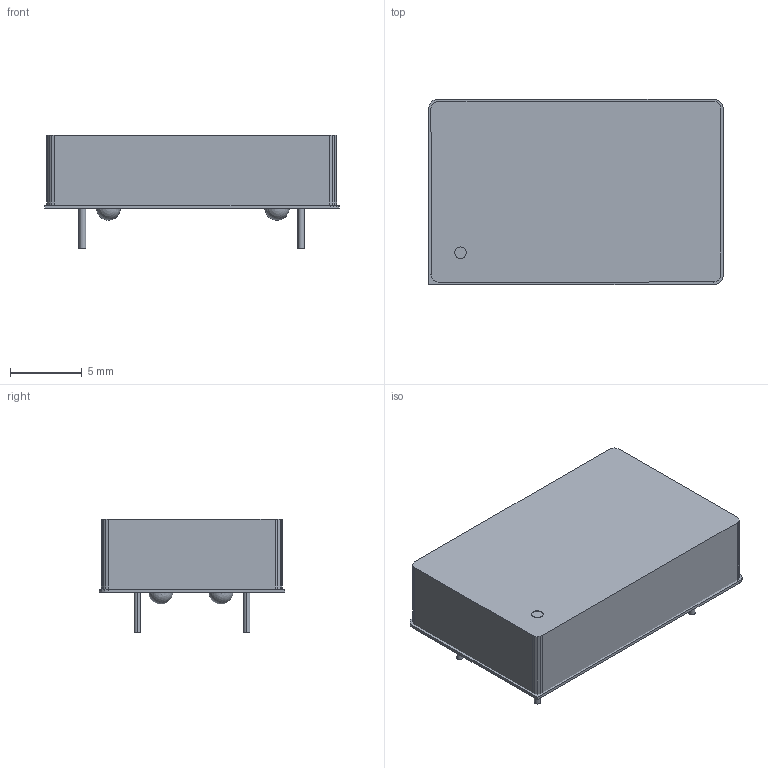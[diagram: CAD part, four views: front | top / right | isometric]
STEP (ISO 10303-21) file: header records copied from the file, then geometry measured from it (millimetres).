
FILE_DESCRIPTION (( 'STEP AP214' ), '1' );
FILE_NAME ('SW3dPS-JCO14.STEP', '2009-05-12T11:37:38', ( 'sysAdmin' ), ( 'SolidWorks' ), 'SwSTEP 2.0', 'SolidWorks 2009', '' );
FILE_SCHEMA (( 'AUTOMOTIVE_DESIGN' ));
Length unit declared in the file: millimetre
Products named in the file (14): SW3dPS-JCO14_Cylinder2; SW3dPS-JCO14_Cylinder3; SW3dPS-JCO14_340735489; SW3dPS-JCO14_Extruded2; SW3dPS-JCO14_340981073; SW3dPS-JCO14_Sphere1; SW3dPS-JCO14_340753297; SW3dPS-JCO14; SW3dPS-JCO14_Open_CASCADE_STEP_translator_6.2_261.2; SW3dPS-JCO14_JCO15; SW3dPS-JCO14_Open CASCADE STEP translator 6.2 262.2; SW3dPS-JCO14_340753409; SW3dPS-JCO14_Extruded3; SW3dPS-JCO14_340978001
Assembly tree (19 placements, depth 6):
  SW3dPS-JCO14
    SW3dPS-JCO14_Open CASCADE STEP translator 6.2 262.2
      SW3dPS-JCO14_JCO15
        SW3dPS-JCO14_Open_CASCADE_STEP_translator_6.2_261.2
          SW3dPS-JCO14_340753297  x4
            SW3dPS-JCO14_Sphere1
          SW3dPS-JCO14_340753409  x4
            SW3dPS-JCO14_Cylinder2
          SW3dPS-JCO14_340981073
            SW3dPS-JCO14_Extruded2
          SW3dPS-JCO14_340978001
            SW3dPS-JCO14_Extruded3
          SW3dPS-JCO14_340735489
            SW3dPS-JCO14_Cylinder3
Bounding box: 20.55 x 12.92 x 7.94 mm (x, y, z)
Volume: 1353.9 mm3; surface area: 1434.2 mm2
Topology: 11 solids, 11 shells, 77 faces, 197 edges, 126 vertices
Faces by surface type: plane 59, cylinder 10, sphere 8
Entity records: 2247 total; most frequent: CARTESIAN_POINT 338, DIRECTION 337, ORIENTED_EDGE 298, EDGE_CURVE 149, VECTOR 139, LINE 139, VERTEX_POINT 100, AXIS2_PLACEMENT_3D 99
